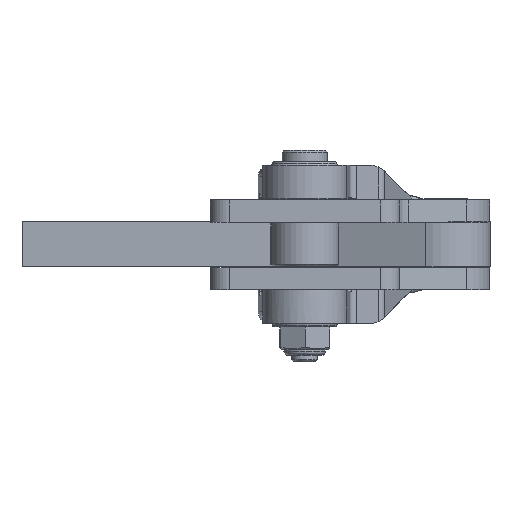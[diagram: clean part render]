
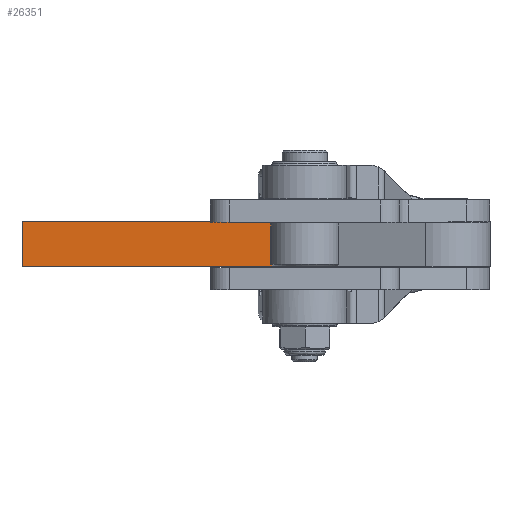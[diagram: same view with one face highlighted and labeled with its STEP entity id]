
A CAD part, front view. The second image highlights one B-rep face of the part: STEP entity #26351.
In plain terms, the highlighted face is planar.
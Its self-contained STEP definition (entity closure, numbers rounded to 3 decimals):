
#223 = ORIENTED_EDGE ( 'NONE', *, *, #50672, .T. ) ;
#1824 = LINE ( 'NONE', #35216, #66899 ) ;
#5281 = CARTESIAN_POINT ( 'NONE',  ( -84.701, 32.009, 17.9 ) ) ;
#10068 = DIRECTION ( 'NONE',  ( -1., 0., 0. ) ) ;
#15435 = LINE ( 'NONE', #5281, #33329 ) ;
#17976 = CARTESIAN_POINT ( 'NONE',  ( -11.086, 31.978, 17.9 ) ) ;
#22013 = PLANE ( 'NONE',  #58906 ) ;
#26351 = ADVANCED_FACE ( 'NONE', ( #28630 ), #22013, .F. ) ;
#28630 = FACE_OUTER_BOUND ( 'NONE', #59233, .T. ) ;
#29889 = EDGE_CURVE ( 'NONE', #77500, #70345, #85959, .T. ) ;
#30406 = VECTOR ( 'NONE', #44634, 1000. ) ;
#32703 = VERTEX_POINT ( 'NONE', #43725 ) ;
#33329 = VECTOR ( 'NONE', #45413, 1000. ) ;
#35216 = CARTESIAN_POINT ( 'NONE',  ( -11.086, 31.978, 17.9 ) ) ;
#35234 = ORIENTED_EDGE ( 'NONE', *, *, #47982, .F. ) ;
#35482 = DIRECTION ( 'NONE',  ( 0., 0., 1. ) ) ;
#40023 = VERTEX_POINT ( 'NONE', #64311 ) ;
#43725 = CARTESIAN_POINT ( 'NONE',  ( -11.086, 31.978, 5.9 ) ) ;
#44634 = DIRECTION ( 'NONE',  ( -1., 0., 0. ) ) ;
#45241 = VECTOR ( 'NONE', #10068, 1000. ) ;
#45413 = DIRECTION ( 'NONE',  ( 0., 0., -1. ) ) ;
#47982 = EDGE_CURVE ( 'NONE', #32703, #40023, #63059, .T. ) ;
#50672 = EDGE_CURVE ( 'NONE', #32703, #77500, #1824, .T. ) ;
#57442 = ORIENTED_EDGE ( 'NONE', *, *, #29889, .T. ) ;
#58906 = AXIS2_PLACEMENT_3D ( 'NONE', #68863, #75635, #35482 ) ;
#59233 = EDGE_LOOP ( 'NONE', ( #223, #57442, #78964, #35234 ) ) ;
#60692 = CARTESIAN_POINT ( 'NONE',  ( -84.701, 32.009, 17.9 ) ) ;
#62121 = DIRECTION ( 'NONE',  ( 0., 0., 1. ) ) ;
#63059 = LINE ( 'NONE', #63668, #45241 ) ;
#63668 = CARTESIAN_POINT ( 'NONE',  ( -84.701, 32.009, 5.9 ) ) ;
#64311 = CARTESIAN_POINT ( 'NONE',  ( -84.701, 32.009, 5.9 ) ) ;
#66899 = VECTOR ( 'NONE', #62121, 1000. ) ;
#68863 = CARTESIAN_POINT ( 'NONE',  ( -84.701, 32.009, 17.9 ) ) ;
#70345 = VERTEX_POINT ( 'NONE', #60692 ) ;
#74080 = CARTESIAN_POINT ( 'NONE',  ( -11.086, 31.978, 17.9 ) ) ;
#75635 = DIRECTION ( 'NONE',  ( 0., 1., 0. ) ) ;
#77500 = VERTEX_POINT ( 'NONE', #74080 ) ;
#78964 = ORIENTED_EDGE ( 'NONE', *, *, #79586, .T. ) ;
#79586 = EDGE_CURVE ( 'NONE', #70345, #40023, #15435, .T. ) ;
#85959 = LINE ( 'NONE', #17976, #30406 ) ;
